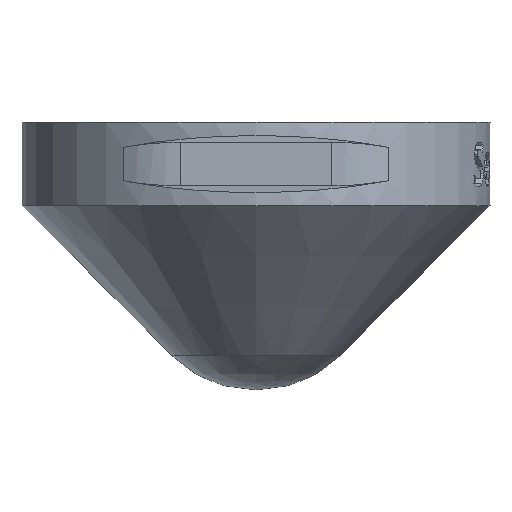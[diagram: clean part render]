
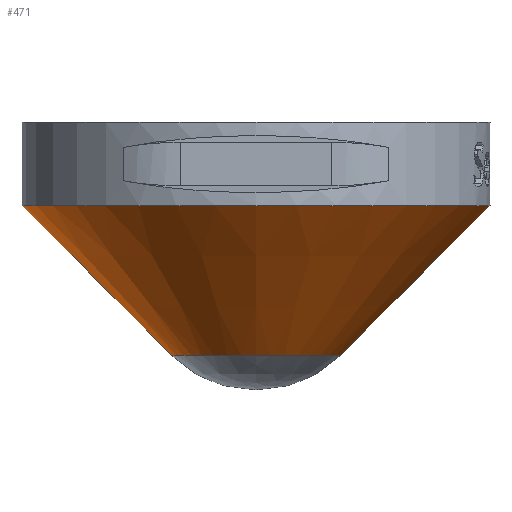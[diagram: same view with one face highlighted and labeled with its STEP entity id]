
A CAD part, left-side view. The second image highlights one B-rep face of the part: STEP entity #471.
In plain terms, the highlighted conical face has half-angle 45 degrees and reference radius 35 mm.
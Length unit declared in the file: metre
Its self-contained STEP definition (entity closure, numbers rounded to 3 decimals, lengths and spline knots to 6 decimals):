
#471 = ADVANCED_FACE( '', ( #956, #957 ), #958, .T. );
#956 = FACE_BOUND( '', #2183, .T. );
#957 = FACE_OUTER_BOUND( '', #2184, .T. );
#958 = CONICAL_SURFACE( '', #2185, 0.035, 0.785 );
#2183 = EDGE_LOOP( '', ( #3932 ) );
#2184 = EDGE_LOOP( '', ( #3933 ) );
#2185 = AXIS2_PLACEMENT_3D( '', #3934, #3935, #3936 );
#3932 = ORIENTED_EDGE( '', *, *, #4559, .T. );
#3933 = ORIENTED_EDGE( '', *, *, #4187, .F. );
#3934 = CARTESIAN_POINT( '', ( 0., 0., 0. ) );
#3935 = DIRECTION( '', ( 0., 0., 1. ) );
#3936 = DIRECTION( '', ( -1., 0., 0. ) );
#4187 = EDGE_CURVE( '', #4892, #4892, #4893, .F. );
#4559 = EDGE_CURVE( '', #5404, #5404, #5405, .F. );
#4892 = VERTEX_POINT( '', #6483 );
#4893 = CIRCLE( '', #6484, 0.035 );
#5404 = VERTEX_POINT( '', #7926 );
#5405 = CIRCLE( '', #7927, 0.012626 );
#6483 = CARTESIAN_POINT( '', ( -0.035, 0., 0. ) );
#6484 = AXIS2_PLACEMENT_3D( '', #8051, #8052, #8053 );
#7926 = CARTESIAN_POINT( '', ( -0.012626, 0., -0.022374 ) );
#7927 = AXIS2_PLACEMENT_3D( '', #8234, #8235, #8236 );
#8051 = CARTESIAN_POINT( '', ( 0., 0., 0. ) );
#8052 = DIRECTION( '', ( 0., 0., -1. ) );
#8053 = DIRECTION( '', ( -1., 0., 0. ) );
#8234 = CARTESIAN_POINT( '', ( 0., 0., -0.022374 ) );
#8235 = DIRECTION( '', ( 0., 0., -1. ) );
#8236 = DIRECTION( '', ( -1., 0., 0. ) );
